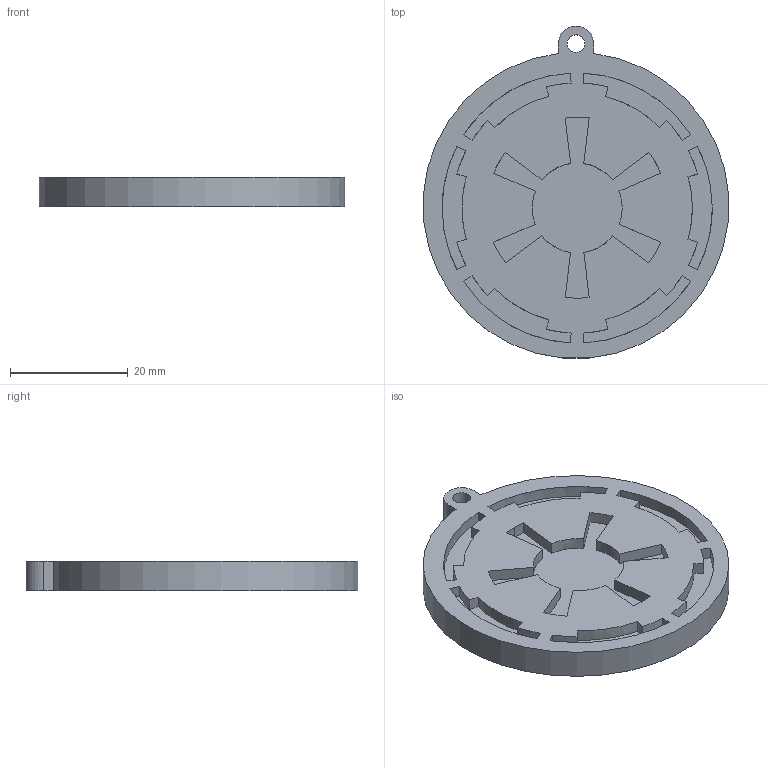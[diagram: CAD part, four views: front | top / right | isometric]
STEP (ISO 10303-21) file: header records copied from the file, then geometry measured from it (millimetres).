
FILE_DESCRIPTION(('FreeCAD Model'),'2;1');
FILE_NAME('imperial-keychain-v1.step','2015-03-04T00:48:26',( 'FreeCAD'),('FreeCAD'),'Open CASCADE STEP processor 6.3','FreeCAD', 'Unknown');
FILE_SCHEMA(('AUTOMOTIVE_DESIGN_CC2 { 1 2 10303 214 -1 1 5 4 }'));
Length unit declared in the file: millimetre
Products named in the file (1): keychain-final
Bounding box: 51.87 x 56.4 x 5 mm (x, y, z)
Volume: 9381.3 mm3; surface area: 6056 mm2
Topology: 1 solids, 1 shells, 94 faces, 255 edges, 170 vertices
Faces by surface type: extrusion 80, bspline 7, plane 4, cylinder 3
Full cylindrical faces by diameter (mm): 3 x1
Entity records: 30201 total; most frequent: CARTESIAN_POINT 25825, ORIENTED_EDGE 510, PCURVE 510, DEFINITIONAL_REPRESENTATION 510, B_SPLINE_CURVE_WITH_KNOTS 480, DIRECTION 461, VECTOR 433, LINE 353
